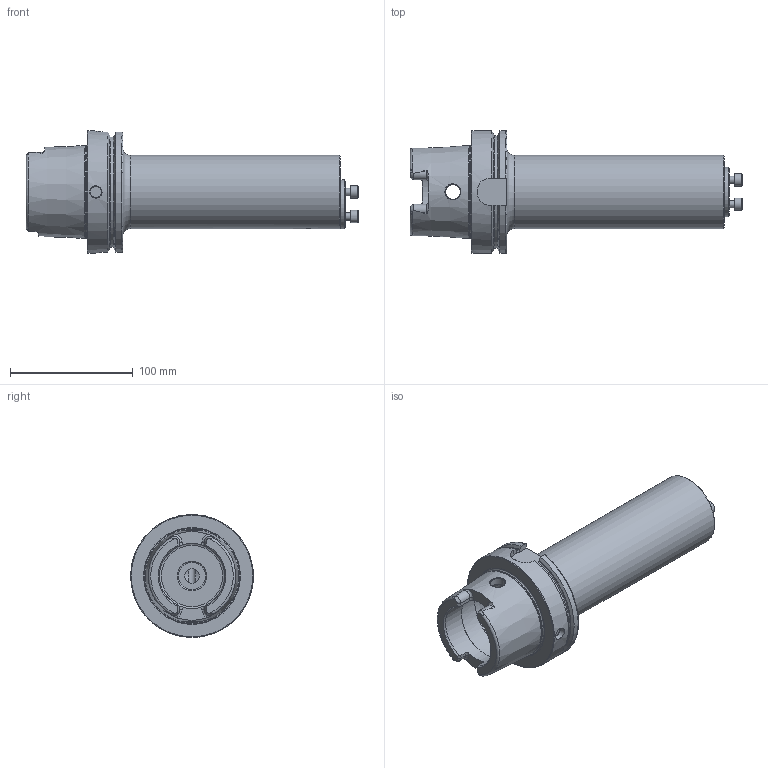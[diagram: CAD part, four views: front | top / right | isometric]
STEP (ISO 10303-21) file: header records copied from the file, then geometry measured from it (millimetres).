
FILE_DESCRIPTION (( 'STEP AP214' ), '1' );
FILE_NAME ('0-W.1.060.250-R.STEP', '2021-11-19T07:42:40', ( '' ), ( '' ), 'SwSTEP 2.0', 'SolidWorks 2017', '' );
FILE_SCHEMA (( 'AUTOMOTIVE_DESIGN' ));
Length unit declared in the file: millimetre
Products named in the file (5): DIN 3771 - 6x1; 0-W.1.060.250-R; HA0-WK1.060.250-R_A; ISO 4762 - M6 x 16; KVT_MB_600_080
Assembly tree (6 placements, depth 2):
  0-W.1.060.250-R
    HA0-WK1.060.250-R_A
    ISO 4762 - M6 x 16  x3
    DIN 3771 - 6x1
    KVT_MB_600_080
Bounding box: 270.3 x 100 x 100 mm (x, y, z)
Volume: 742667.3 mm3; surface area: 94000.6 mm2
Topology: 7 solids, 7 shells, 458 faces, 1257 edges, 809 vertices
Faces by surface type: plane 260, cylinder 107, cone 54, torus 32, bspline 4, sphere 1
Full cylindrical faces by diameter (mm): 2.5 x1, 5 x4, 6 x6, 7 x1, 7.4 x1, 8 x3, 10 x4, 12 x3, 22.5 x1, 26 x1, 40 x1, 53 x2, 60 x1, 63 x1, 75.265 x1, 100 x1
Entity records: 16016 total; most frequent: CARTESIAN_POINT 6192, ORIENTED_EDGE 2112, DIRECTION 1743, EDGE_CURVE 1056, VERTEX_POINT 723, AXIS2_PLACEMENT_3D 700, EDGE_LOOP 497, FACE_OUTER_BOUND 455
